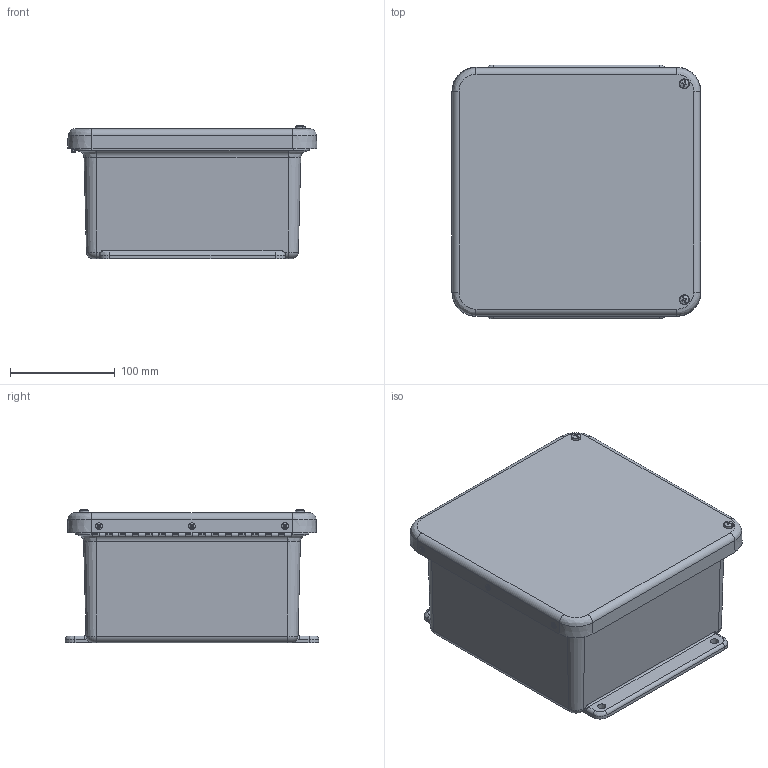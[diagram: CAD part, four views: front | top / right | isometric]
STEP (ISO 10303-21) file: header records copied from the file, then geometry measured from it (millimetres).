
FILE_DESCRIPTION (( 'STEP AP214' ), '1' );
FILE_NAME ('M808HW.STEP', '2018-11-06T15:41:45', ( '' ), ( '' ), 'SwSTEP 2.0', 'SolidWorks 2018', '' );
FILE_SCHEMA (( 'AUTOMOTIVE_DESIGN' ));
Length unit declared in the file: inch
Products named in the file (1): M808HW
Bounding box: 238.94 x 242.86 x 127.47 mm (x, y, z)
Volume: 843685.6 mm3; surface area: 475228.9 mm2
Topology: 20 solids, 20 shells, 797 faces, 1933 edges, 1202 vertices
Faces by surface type: cylinder 302, plane 244, cone 131, bspline 116, torus 4
Full cylindrical faces by diameter (mm): 2.159 x31, 3.175 x6, 3.327 x6, 3.556 x6, 3.683 x2, 3.861 x8, 3.962 x7, 3.967 x40, 4.826 x40, 5.537 x4, 6.35 x6, 6.858 x6
Entity records: 37174 total; most frequent: CARTESIAN_POINT 10002, DIRECTION 3244, ORIENTED_EDGE 3156, EDGE_CURVE 1578, AXIS2_PLACEMENT_3D 1297, EDGE_LOOP 1188, VERTEX_POINT 1108, FACE_OUTER_BOUND 959
